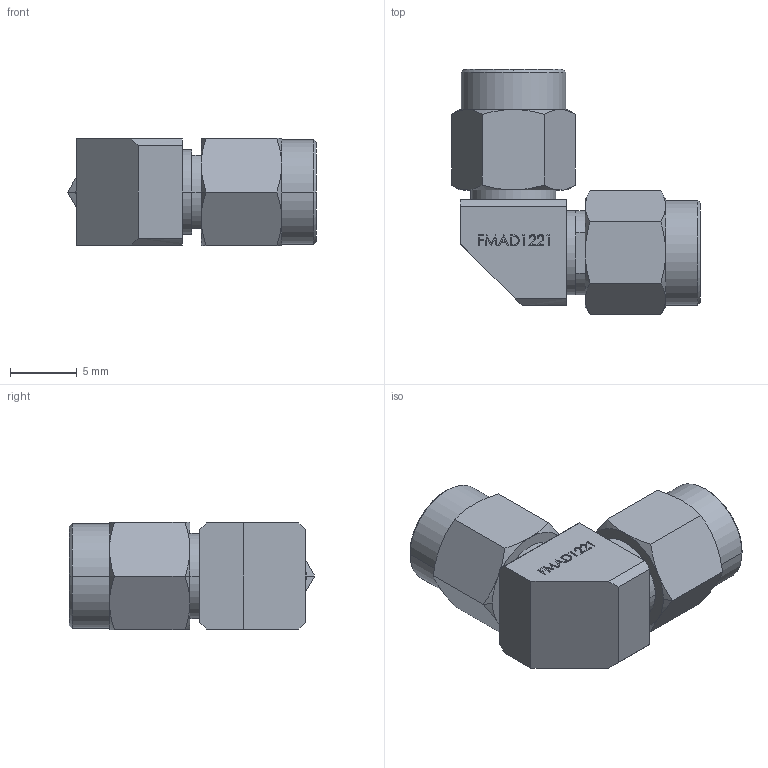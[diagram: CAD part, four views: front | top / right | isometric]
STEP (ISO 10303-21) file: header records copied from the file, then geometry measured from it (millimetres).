
FILE_DESCRIPTION (( 'STEP AP203' ), '1' );
FILE_NAME ('FMAD1221_3D.STEP', '2021-05-05T12:51:42', ( '' ), ( '' ), 'SwSTEP 2.0', 'SolidWorks 2020', '' );
FILE_SCHEMA (( 'CONFIG_CONTROL_DESIGN' ));
Length unit declared in the file: inch
Products named in the file (6): ALS-K3-RIGHT.stp; FMAD1221_3D; ALS-1853-TOP.stp; als-k3-1853.stp; ALS-K3K8-3.stp; Part7^FMAD1221
Assembly tree (5 placements, depth 3):
  FMAD1221_3D
    als-k3-1853.stp
      ALS-K3K8-3.stp
      ALS-1853-TOP.stp
      ALS-K3-RIGHT.stp
    Part7^FMAD1221
Bounding box: 18.58 x 18.31 x 8.02 mm (x, y, z)
Volume: 1368.9 mm3; surface area: 1086.8 mm2
Topology: 11 solids, 11 shells, 191 faces, 451 edges, 290 vertices
Faces by surface type: plane 115, cone 34, cylinder 23, bspline 19
Entity records: 7419 total; most frequent: CARTESIAN_POINT 2542, ORIENTED_EDGE 902, DIRECTION 805, EDGE_CURVE 451, VERTEX_POINT 290, LINE 283, VECTOR 283, AXIS2_PLACEMENT_3D 261
